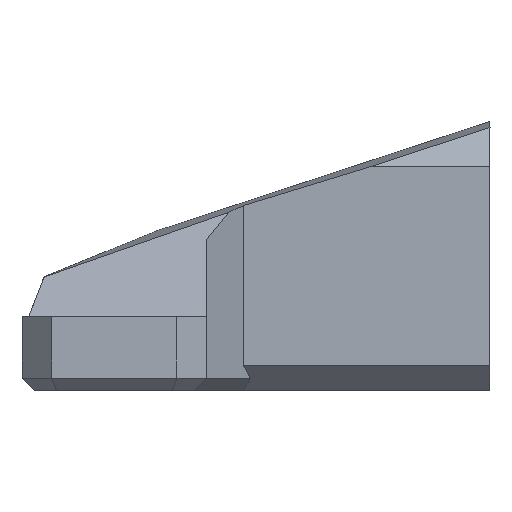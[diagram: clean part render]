
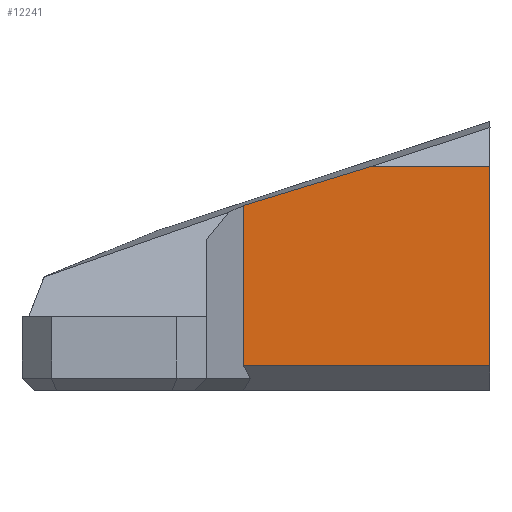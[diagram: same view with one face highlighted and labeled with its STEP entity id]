
A CAD part, left-side view. The second image highlights one B-rep face of the part: STEP entity #12241.
In plain terms, the highlighted planar face has unit normal (-1, 0, 0).
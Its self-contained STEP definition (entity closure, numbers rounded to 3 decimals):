
#229=FACE_OUTER_BOUND('',#1018,.T.);
#1018=EDGE_LOOP('',(#8932,#8933,#8934,#8935,#8936));
#1884=LINE('',#17507,#3621);
#2320=LINE('',#18380,#4057);
#2321=LINE('',#18382,#4058);
#2322=LINE('',#18384,#4059);
#2323=LINE('',#18385,#4060);
#3621=VECTOR('',#14055,1000.);
#4057=VECTOR('',#14739,1000.);
#4058=VECTOR('',#14740,1000.);
#4059=VECTOR('',#14741,1000.);
#4060=VECTOR('',#14742,1000.);
#5292=VERTEX_POINT('',#17504);
#5293=VERTEX_POINT('',#17506);
#5606=VERTEX_POINT('',#18379);
#5607=VERTEX_POINT('',#18381);
#5608=VERTEX_POINT('',#18383);
#6319=EDGE_CURVE('',#5293,#5292,#1884,.T.);
#6755=EDGE_CURVE('',#5606,#5292,#2320,.T.);
#6756=EDGE_CURVE('',#5607,#5606,#2321,.T.);
#6757=EDGE_CURVE('',#5608,#5607,#2322,.T.);
#6758=EDGE_CURVE('',#5608,#5293,#2323,.T.);
#8932=ORIENTED_EDGE('',*,*,#6755,.F.);
#8933=ORIENTED_EDGE('',*,*,#6756,.F.);
#8934=ORIENTED_EDGE('',*,*,#6757,.F.);
#8935=ORIENTED_EDGE('',*,*,#6758,.T.);
#8936=ORIENTED_EDGE('',*,*,#6319,.T.);
#11459=PLANE('',#13048);
#12241=ADVANCED_FACE('',(#229),#11459,.T.);
#13048=AXIS2_PLACEMENT_3D('',#18378,#14737,#14738);
#14055=DIRECTION('',(0.,-1.,0.));
#14737=DIRECTION('center_axis',(-1.,0.,0.));
#14738=DIRECTION('ref_axis',(0.,-1.,0.));
#14739=DIRECTION('',(0.,0.,-1.));
#14740=DIRECTION('',(0.,-1.,0.));
#14741=DIRECTION('',(0.,-0.956,0.292));
#14742=DIRECTION('',(0.,0.,-1.));
#17504=CARTESIAN_POINT('',(11.991,-125.025,2.));
#17506=CARTESIAN_POINT('',(11.991,-104.975,2.));
#17507=CARTESIAN_POINT('',(11.991,-104.975,2.));
#18378=CARTESIAN_POINT('Origin',(11.991,-115.422,9.61));
#18379=CARTESIAN_POINT('',(11.991,-125.025,18.192));
#18380=CARTESIAN_POINT('',(11.991,-125.025,18.192));
#18381=CARTESIAN_POINT('',(11.991,-115.335,18.192));
#18382=CARTESIAN_POINT('',(11.991,-115.335,18.192));
#18383=CARTESIAN_POINT('',(11.991,-104.975,15.029));
#18384=CARTESIAN_POINT('',(11.991,-104.975,15.029));
#18385=CARTESIAN_POINT('',(11.991,-104.975,15.029));
